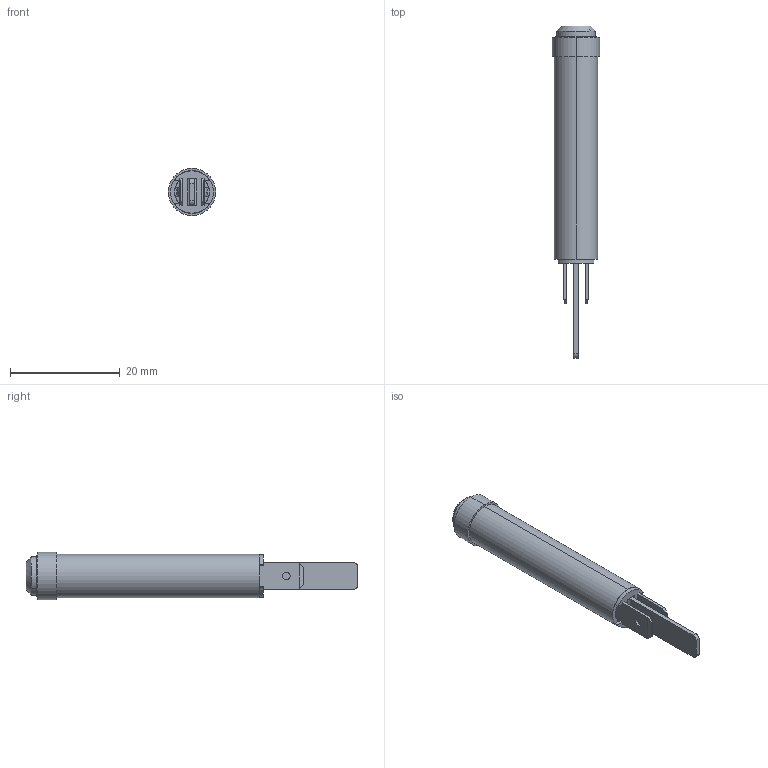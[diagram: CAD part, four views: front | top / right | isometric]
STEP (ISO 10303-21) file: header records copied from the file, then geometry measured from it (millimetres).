
FILE_DESCRIPTION (( 'STEP AP214' ), '1' );
FILE_NAME ('2110QAX_Series.STEP', '2018-07-25T17:27:55', ( 'user' ), ( 'Microsoft' ), 'SwSTEP 2.0', 'SolidWorks 2018', '' );
FILE_SCHEMA (( 'AUTOMOTIVE_DESIGN' ));
Length unit declared in the file: inch
Products named in the file (6): E23350; MT4472T-D9466_For General ASSY; LN2728_LN2728 FOR B11124; E53204-09 - C6820; D21668-01A-B4717; 2110QAX_Series
Assembly tree (6 placements, depth 2):
  2110QAX_Series
    D21668-01A-B4717
    E53204-09 - C6820
    LN2728_LN2728 FOR B11124
    MT4472T-D9466_For General ASSY  x2
    E23350
Bounding box: 8.64 x 60.56 x 8.64 mm (x, y, z)
Volume: 1188.6 mm3; surface area: 3706.4 mm2
Topology: 6 solids, 7 shells, 245 faces, 615 edges, 380 vertices
Faces by surface type: plane 129, cylinder 70, cone 18, torus 18, sphere 10
Entity records: 7016 total; most frequent: CARTESIAN_POINT 1140, DIRECTION 1104, ORIENTED_EDGE 988, EDGE_CURVE 494, AXIS2_PLACEMENT_3D 407, VERTEX_POINT 307, LINE 290, VECTOR 290
